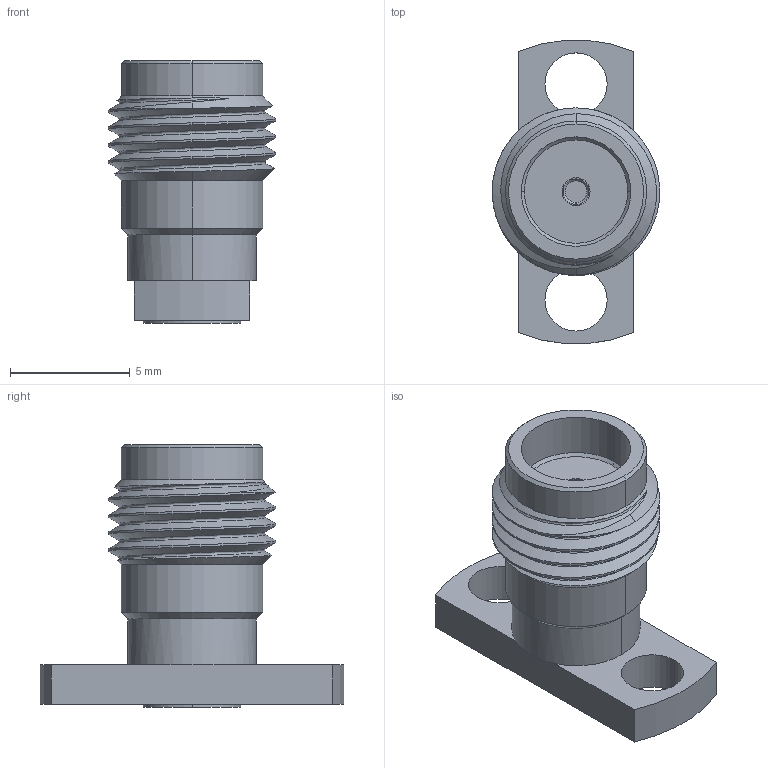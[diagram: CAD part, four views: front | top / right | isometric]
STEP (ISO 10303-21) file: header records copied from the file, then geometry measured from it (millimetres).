
FILE_DESCRIPTION (( 'STEP AP214' ), '1' );
FILE_NAME ('PE45625 ¦ FMCN1675.step', '2020-04-17T00:35:33', ( '' ), ( '' ), 'SwSTEP 2.0', 'SolidWorks 2018', '' );
FILE_SCHEMA (( 'AUTOMOTIVE_DESIGN' ));
Length unit declared in the file: millimetre
Products named in the file (1): PE45625 ｦ FMCN1675
Bounding box: 7 x 12.66 x 10.98 mm (x, y, z)
Volume: 307.1 mm3; surface area: 494.7 mm2
Topology: 2 solids, 2 shells, 98 faces, 250 edges, 161 vertices
Faces by surface type: plane 39, cylinder 38, cone 18, bspline 3
Entity records: 4590 total; most frequent: CARTESIAN_POINT 1729, DIRECTION 501, ORIENTED_EDGE 500, EDGE_CURVE 250, AXIS2_PLACEMENT_3D 197, VERTEX_POINT 161, EDGE_LOOP 109, VECTOR 107
